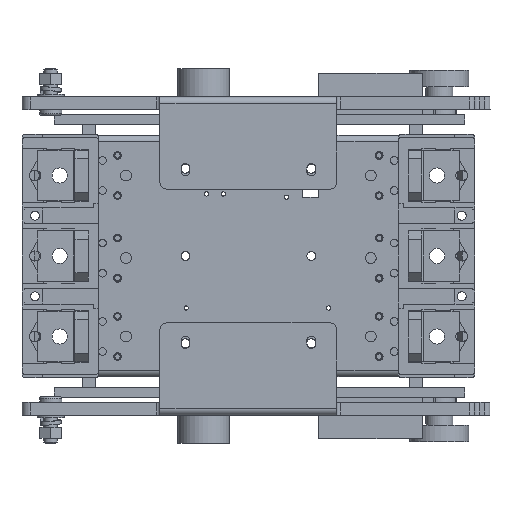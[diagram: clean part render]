
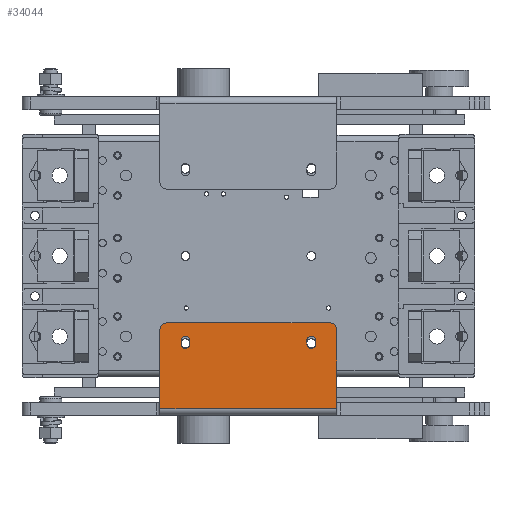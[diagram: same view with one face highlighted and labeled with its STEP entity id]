
A CAD part, front view. The second image highlights one B-rep face of the part: STEP entity #34044.
In plain terms, the highlighted planar face has unit normal (0, -1, 0).
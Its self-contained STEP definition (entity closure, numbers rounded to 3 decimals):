
#168 = CARTESIAN_POINT ( 'NONE',  ( 123., 41., -157.8 ) ) ;
#421 = EDGE_CURVE ( 'NONE', #11509, #46768, #34898, .T. ) ;
#1204 = FACE_BOUND ( 'NONE', #59753, .T. ) ;
#1308 = DIRECTION ( 'NONE',  ( 0., -1., 0. ) ) ;
#1861 = LINE ( 'NONE', #29594, #36062 ) ;
#2572 = VERTEX_POINT ( 'NONE', #17783 ) ;
#3214 = ORIENTED_EDGE ( 'NONE', *, *, #55523, .F. ) ;
#4919 = CARTESIAN_POINT ( 'NONE',  ( 112.4, 41., -171.65 ) ) ;
#5334 = DIRECTION ( 'NONE',  ( 0., 0., -1. ) ) ;
#6144 = ORIENTED_EDGE ( 'NONE', *, *, #41895, .F. ) ;
#6158 = EDGE_CURVE ( 'NONE', #42957, #7067, #42915, .T. ) ;
#7067 = VERTEX_POINT ( 'NONE', #72011 ) ;
#7392 = DIRECTION ( 'NONE',  ( 1., 0., 0. ) ) ;
#7410 = DIRECTION ( 'NONE',  ( 0., 0., 1. ) ) ;
#8443 = DIRECTION ( 'NONE',  ( 1., 0., 0. ) ) ;
#8544 = DIRECTION ( 'NONE',  ( 0., -1., 0. ) ) ;
#9375 = VERTEX_POINT ( 'NONE', #46917 ) ;
#10655 = ORIENTED_EDGE ( 'NONE', *, *, #68459, .F. ) ;
#10720 = DIRECTION ( 'NONE',  ( 0., 0., -1. ) ) ;
#11509 = VERTEX_POINT ( 'NONE', #46073 ) ;
#12868 = CARTESIAN_POINT ( 'NONE',  ( 125., 41., -88. ) ) ;
#13239 = PLANE ( 'NONE',  #70179 ) ;
#14862 = VECTOR ( 'NONE', #61977, 1000. ) ;
#15984 = CIRCLE ( 'NONE', #29975, 4. ) ;
#16903 = DIRECTION ( 'NONE',  ( 0., 0., -1. ) ) ;
#17045 = ORIENTED_EDGE ( 'NONE', *, *, #55279, .F. ) ;
#17783 = CARTESIAN_POINT ( 'NONE',  ( 163.5, 41., -70.15 ) ) ;
#18305 = EDGE_CURVE ( 'NONE', #46768, #22909, #43685, .T. ) ;
#19394 = AXIS2_PLACEMENT_3D ( 'NONE', #61477, #66954, #16903 ) ;
#19625 = ORIENTED_EDGE ( 'NONE', *, *, #6158, .F. ) ;
#19821 = ORIENTED_EDGE ( 'NONE', *, *, #48161, .T. ) ;
#19897 = EDGE_CURVE ( 'NONE', #61628, #54888, #68752, .T. ) ;
#20622 = ORIENTED_EDGE ( 'NONE', *, *, #62060, .T. ) ;
#21272 = CARTESIAN_POINT ( 'NONE',  ( 123., 41., -163. ) ) ;
#22748 = CARTESIAN_POINT ( 'NONE',  ( 116.4, 41., -70.15 ) ) ;
#22868 = CARTESIAN_POINT ( 'NONE',  ( 116.4, 41., -74.15 ) ) ;
#22909 = VERTEX_POINT ( 'NONE', #25254 ) ;
#23257 = DIRECTION ( 'NONE',  ( -1., 0., 0. ) ) ;
#23635 = ORIENTED_EDGE ( 'NONE', *, *, #19897, .F. ) ;
#24727 = EDGE_CURVE ( 'NONE', #22909, #28947, #34608, .T. ) ;
#24990 = AXIS2_PLACEMENT_3D ( 'NONE', #57869, #45800, #58220 ) ;
#25177 = AXIS2_PLACEMENT_3D ( 'NONE', #35024, #44942, #50784 ) ;
#25254 = CARTESIAN_POINT ( 'NONE',  ( 116.4, 41., -175.65 ) ) ;
#25598 = VERTEX_POINT ( 'NONE', #21272 ) ;
#26187 = ORIENTED_EDGE ( 'NONE', *, *, #421, .T. ) ;
#28434 = ORIENTED_EDGE ( 'NONE', *, *, #24727, .T. ) ;
#28947 = VERTEX_POINT ( 'NONE', #35366 ) ;
#29068 = ORIENTED_EDGE ( 'NONE', *, *, #50383, .F. ) ;
#29198 = CARTESIAN_POINT ( 'NONE',  ( 123., 41., -82.8 ) ) ;
#29479 = CARTESIAN_POINT ( 'NONE',  ( 167.626, 41., -175.65 ) ) ;
#29594 = CARTESIAN_POINT ( 'NONE',  ( 125., 41., -163. ) ) ;
#29975 = AXIS2_PLACEMENT_3D ( 'NONE', #22868, #1308, #72216 ) ;
#32776 = ORIENTED_EDGE ( 'NONE', *, *, #58384, .F. ) ;
#33238 = EDGE_CURVE ( 'NONE', #9375, #56882, #35376, .T. ) ;
#33854 = CARTESIAN_POINT ( 'NONE',  ( 120.326, 41., -70.15 ) ) ;
#34044 = ADVANCED_FACE ( 'NONE', ( #57450, #1204, #63636 ), #13239, .T. ) ;
#34381 = LINE ( 'NONE', #61096, #43058 ) ;
#34608 = LINE ( 'NONE', #29479, #69235 ) ;
#34898 = LINE ( 'NONE', #39676, #14862 ) ;
#35024 = CARTESIAN_POINT ( 'NONE',  ( 123., 41., -85.4 ) ) ;
#35366 = CARTESIAN_POINT ( 'NONE',  ( 163.5, 41., -175.65 ) ) ;
#35376 = LINE ( 'NONE', #29198, #66584 ) ;
#36062 = VECTOR ( 'NONE', #8443, 1000. ) ;
#38981 = CARTESIAN_POINT ( 'NONE',  ( 125., 41., -163. ) ) ;
#39676 = CARTESIAN_POINT ( 'NONE',  ( 112.4, 41., -171.65 ) ) ;
#40491 = CARTESIAN_POINT ( 'NONE',  ( 123., 41., -88. ) ) ;
#41313 = VECTOR ( 'NONE', #7392, 1000. ) ;
#41895 = EDGE_CURVE ( 'NONE', #51449, #25598, #50908, .T. ) ;
#42156 = EDGE_LOOP ( 'NONE', ( #52832, #3214, #23635, #32776 ) ) ;
#42915 = CIRCLE ( 'NONE', #69847, 2.6 ) ;
#42944 = DIRECTION ( 'NONE',  ( 0., -1., 0. ) ) ;
#42957 = VERTEX_POINT ( 'NONE', #38981 ) ;
#43058 = VECTOR ( 'NONE', #10720, 1000. ) ;
#43685 = CIRCLE ( 'NONE', #24990, 4. ) ;
#44007 = VERTEX_POINT ( 'NONE', #22748 ) ;
#44642 = CARTESIAN_POINT ( 'NONE',  ( 123., 41., -157.8 ) ) ;
#44942 = DIRECTION ( 'NONE',  ( 0., -1., 0. ) ) ;
#45800 = DIRECTION ( 'NONE',  ( 0., -1., 0. ) ) ;
#46073 = CARTESIAN_POINT ( 'NONE',  ( 112.4, 41., -74.15 ) ) ;
#46768 = VERTEX_POINT ( 'NONE', #4919 ) ;
#46917 = CARTESIAN_POINT ( 'NONE',  ( 125., 41., -82.8 ) ) ;
#47576 = EDGE_LOOP ( 'NONE', ( #28434, #10655, #20622, #19821, #26187, #50641 ) ) ;
#48161 = EDGE_CURVE ( 'NONE', #44007, #11509, #15984, .T. ) ;
#50383 = EDGE_CURVE ( 'NONE', #25598, #42957, #1861, .T. ) ;
#50641 = ORIENTED_EDGE ( 'NONE', *, *, #18305, .T. ) ;
#50784 = DIRECTION ( 'NONE',  ( 0., 0., -1. ) ) ;
#50811 = CIRCLE ( 'NONE', #25177, 2.6 ) ;
#50908 = CIRCLE ( 'NONE', #19394, 2.6 ) ;
#51449 = VERTEX_POINT ( 'NONE', #44642 ) ;
#52832 = ORIENTED_EDGE ( 'NONE', *, *, #33238, .F. ) ;
#54888 = VERTEX_POINT ( 'NONE', #55314 ) ;
#55206 = AXIS2_PLACEMENT_3D ( 'NONE', #64400, #8544, #69172 ) ;
#55279 = EDGE_CURVE ( 'NONE', #7067, #51449, #66663, .T. ) ;
#55314 = CARTESIAN_POINT ( 'NONE',  ( 125., 41., -88. ) ) ;
#55523 = EDGE_CURVE ( 'NONE', #54888, #9375, #69169, .T. ) ;
#56882 = VERTEX_POINT ( 'NONE', #62539 ) ;
#56921 = DIRECTION ( 'NONE',  ( 1., 0., 0. ) ) ;
#57089 = DIRECTION ( 'NONE',  ( 0., -1., 0. ) ) ;
#57442 = VECTOR ( 'NONE', #59751, 1000. ) ;
#57450 = FACE_BOUND ( 'NONE', #42156, .T. ) ;
#57806 = CARTESIAN_POINT ( 'NONE',  ( 326.626, 41., -93.086 ) ) ;
#57869 = CARTESIAN_POINT ( 'NONE',  ( 116.4, 41., -171.65 ) ) ;
#58220 = DIRECTION ( 'NONE',  ( -1., 0., 0. ) ) ;
#58384 = EDGE_CURVE ( 'NONE', #56882, #61628, #50811, .T. ) ;
#59305 = VECTOR ( 'NONE', #23257, 1000. ) ;
#59751 = DIRECTION ( 'NONE',  ( -1., 0., 0. ) ) ;
#59753 = EDGE_LOOP ( 'NONE', ( #17045, #19625, #29068, #6144 ) ) ;
#61096 = CARTESIAN_POINT ( 'NONE',  ( 163.5, 41., -395.433 ) ) ;
#61477 = CARTESIAN_POINT ( 'NONE',  ( 123., 41., -160.4 ) ) ;
#61628 = VERTEX_POINT ( 'NONE', #40491 ) ;
#61977 = DIRECTION ( 'NONE',  ( 0., 0., -1. ) ) ;
#62060 = EDGE_CURVE ( 'NONE', #2572, #44007, #68832, .T. ) ;
#62539 = CARTESIAN_POINT ( 'NONE',  ( 123., 41., -82.8 ) ) ;
#63172 = DIRECTION ( 'NONE',  ( -1., 0., 0. ) ) ;
#63636 = FACE_OUTER_BOUND ( 'NONE', #47576, .T. ) ;
#64400 = CARTESIAN_POINT ( 'NONE',  ( 125., 41., -85.4 ) ) ;
#65971 = CARTESIAN_POINT ( 'NONE',  ( 125., 41., -160.4 ) ) ;
#66584 = VECTOR ( 'NONE', #63172, 1000. ) ;
#66663 = LINE ( 'NONE', #168, #57442 ) ;
#66954 = DIRECTION ( 'NONE',  ( 0., -1., 0. ) ) ;
#68459 = EDGE_CURVE ( 'NONE', #2572, #28947, #34381, .T. ) ;
#68752 = LINE ( 'NONE', #12868, #41313 ) ;
#68832 = LINE ( 'NONE', #33854, #59305 ) ;
#69169 = CIRCLE ( 'NONE', #55206, 2.6 ) ;
#69172 = DIRECTION ( 'NONE',  ( 0., 0., -1. ) ) ;
#69235 = VECTOR ( 'NONE', #56921, 1000. ) ;
#69847 = AXIS2_PLACEMENT_3D ( 'NONE', #65971, #42944, #5334 ) ;
#70179 = AXIS2_PLACEMENT_3D ( 'NONE', #57806, #57089, #7410 ) ;
#72011 = CARTESIAN_POINT ( 'NONE',  ( 125., 41., -157.8 ) ) ;
#72216 = DIRECTION ( 'NONE',  ( -1., 0., 0. ) ) ;
